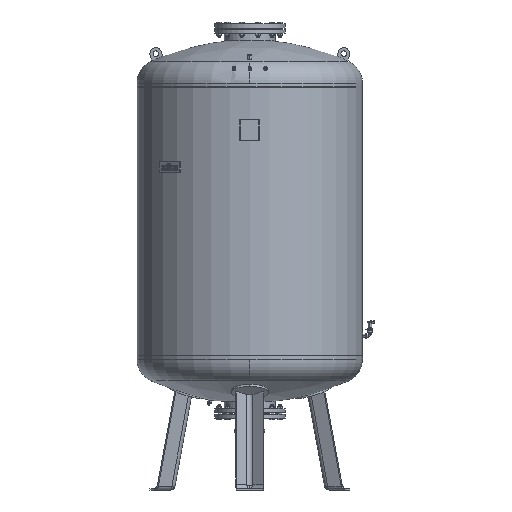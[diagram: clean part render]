
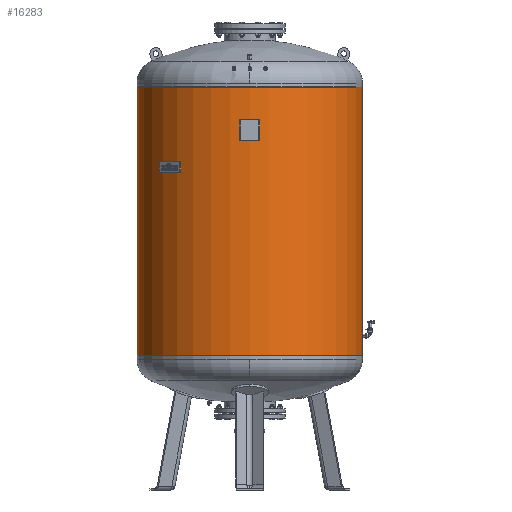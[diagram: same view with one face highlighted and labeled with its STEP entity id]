
A CAD part, front view. The second image highlights one B-rep face of the part: STEP entity #16283.
In plain terms, the highlighted cylindrical face has radius 600 mm (diameter 1200 mm), a partial arc.
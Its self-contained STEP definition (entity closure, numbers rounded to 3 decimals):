
#16242=CARTESIAN_POINT('',(0.,0.0,1781.0));
#16243=DIRECTION('',(0.,0.0,1.0));
#16244=DIRECTION('',(1.0,0.0,0.0));
#16245=AXIS2_PLACEMENT_3D('',#16242,#16243,#16244);
#16246=CYLINDRICAL_SURFACE('',#16245,600.);
#16247=CARTESIAN_POINT('',(600.,0.0,2142.0));
#16248=VERTEX_POINT('',#16247);
#16249=CARTESIAN_POINT('',(600.0,0.0,718.));
#16250=VERTEX_POINT('',#16249);
#16251=CARTESIAN_POINT('',(600.,0.0,2142.0));
#16252=DIRECTION('',(0.0,0.0,-1.0));
#16253=VECTOR('',#16252,1424.);
#16254=LINE('',#16251,#16253);
#16255=EDGE_CURVE('',#16248,#16250,#16254,.T.);
#16256=ORIENTED_EDGE('',*,*,#16255,.F.);
#16257=CARTESIAN_POINT('',(-600.,0.,2142.0));
#16258=VERTEX_POINT('',#16257);
#16259=CARTESIAN_POINT('',(0.,0.0,2142.0));
#16260=DIRECTION('',(0.0,0.0,1.0));
#16261=DIRECTION('',(1.0,0.0,0.0));
#16262=AXIS2_PLACEMENT_3D('',#16259,#16260,#16261);
#16263=CIRCLE('',#16262,600.);
#16264=EDGE_CURVE('',#16258,#16248,#16263,.T.);
#16265=ORIENTED_EDGE('',*,*,#16264,.F.);
#16266=CARTESIAN_POINT('',(-600.,0.,718.));
#16267=VERTEX_POINT('',#16266);
#16268=CARTESIAN_POINT('',(-600.,0.,2142.0));
#16269=DIRECTION('',(0.0,0.0,-1.0));
#16270=VECTOR('',#16269,1424.);
#16271=LINE('',#16268,#16270);
#16272=EDGE_CURVE('',#16258,#16267,#16271,.T.);
#16273=ORIENTED_EDGE('',*,*,#16272,.T.);
#16274=CARTESIAN_POINT('',(0.,0.0,718.));
#16275=DIRECTION('',(0.0,0.0,1.0));
#16276=DIRECTION('',(1.0,0.0,0.0));
#16277=AXIS2_PLACEMENT_3D('',#16274,#16275,#16276);
#16278=CIRCLE('',#16277,600.0);
#16279=EDGE_CURVE('',#16267,#16250,#16278,.T.);
#16280=ORIENTED_EDGE('',*,*,#16279,.T.);
#16281=EDGE_LOOP('',(#16256,#16265,#16273,#16280));
#16282=FACE_OUTER_BOUND('',#16281,.T.);
#16283=ADVANCED_FACE('',(#16282),#16246,.T.);
